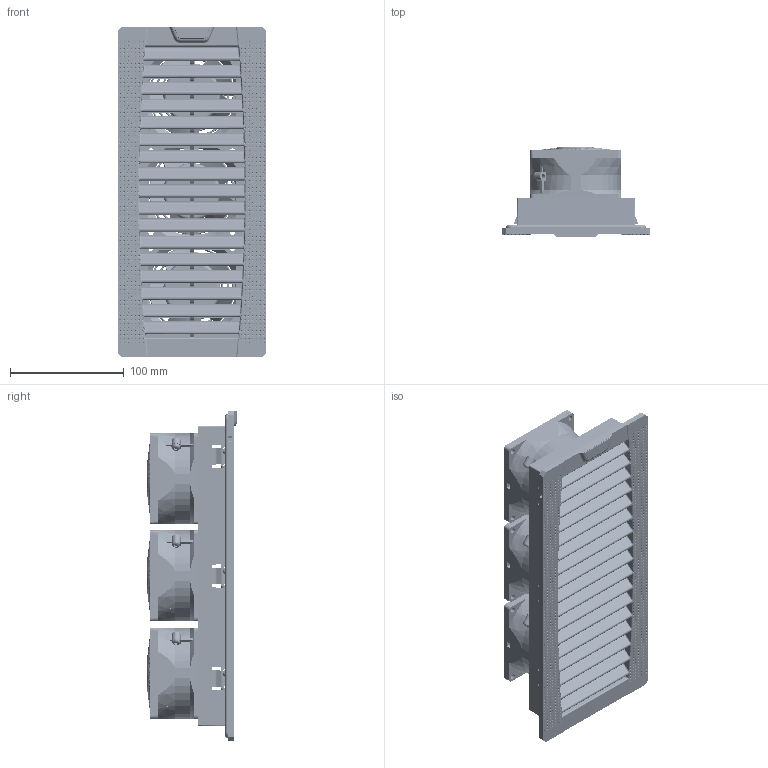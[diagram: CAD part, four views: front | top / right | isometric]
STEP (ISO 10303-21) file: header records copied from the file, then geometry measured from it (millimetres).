
FILE_DESCRIPTION(/* description */ (''),/* implementation_level */ '2;1');
FILE_NAME(/* name */ 'MF 105.stp',/* time_stamp */ '2024-02-13T16:28:58+03:00',/* author */ ('Василий'),/* organization */ (''),/* preprocessor_version */ 'ST-DEVELOPER v18.1',/* originating_system */ 'Autodesk Inventor 2022',/* authorisation */ '');
FILE_SCHEMA (('AUTOMOTIVE_DESIGN { 1 0 10303 214 3 1 1 }'));
Products named in the file (1): MF 105.105_EM
Bounding box: 130.26 x 79.65 x 290.26 mm (x, y, z)
Volume: 534666.1 mm3; surface area: 324776.5 mm2
Topology: 1 solids, 1 shells, 4468 faces, 10707 edges, 7002 vertices
Faces by surface type: plane 1148, bspline 1103, sphere 1016, cylinder 734, torus 410, cone 57
Full cylindrical faces by diameter (mm): 2.5 x12, 4 x3, 4.5 x36, 5.5 x12, 7.5 x3, 11 x13, 50 x3, 77 x3
Entity records: 210821 total; most frequent: CARTESIAN_POINT 105492, ORIENTED_EDGE 21330, DIRECTION 19540, EDGE_CURVE 10665, AXIS2_PLACEMENT_3D 8061, VERTEX_POINT 7002, EDGE_LOOP 5645, STYLED_ITEM 4469
